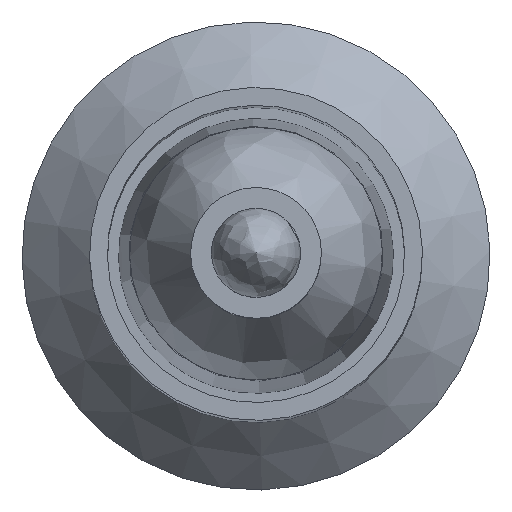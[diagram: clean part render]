
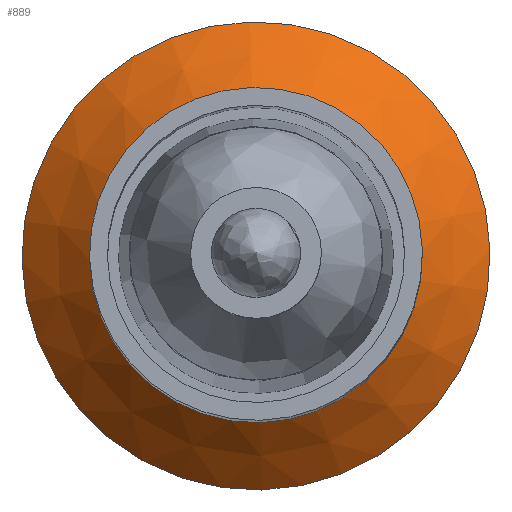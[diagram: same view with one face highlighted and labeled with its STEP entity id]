
A CAD part, top view. The second image highlights one B-rep face of the part: STEP entity #889.
In plain terms, the highlighted conical face has half-angle 45 degrees and reference radius 13.475 mm.
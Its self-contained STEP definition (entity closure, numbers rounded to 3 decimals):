
#36=CONICAL_SURFACE('',#1019,13.475,0.785);
#72=FACE_OUTER_BOUND('',#124,.T.);
#124=EDGE_LOOP('',(#618,#619,#620,#621));
#178=LINE('',#1403,#267);
#267=VECTOR('',#1126,13.475);
#357=CIRCLE('',#1020,11.2);
#358=CIRCLE('',#1021,15.75);
#398=VERTEX_POINT('',#1400);
#399=VERTEX_POINT('',#1402);
#486=EDGE_CURVE('',#398,#398,#357,.T.);
#487=EDGE_CURVE('',#398,#399,#178,.T.);
#488=EDGE_CURVE('',#399,#399,#358,.T.);
#618=ORIENTED_EDGE('',*,*,#486,.F.);
#619=ORIENTED_EDGE('',*,*,#487,.T.);
#620=ORIENTED_EDGE('',*,*,#488,.T.);
#621=ORIENTED_EDGE('',*,*,#487,.F.);
#889=ADVANCED_FACE('',(#72),#36,.T.);
#1019=AXIS2_PLACEMENT_3D('',#1399,#1122,#1123);
#1020=AXIS2_PLACEMENT_3D('',#1401,#1124,#1125);
#1021=AXIS2_PLACEMENT_3D('',#1404,#1127,#1128);
#1122=DIRECTION('center_axis',(0.,0.,-1.));
#1123=DIRECTION('ref_axis',(1.,0.,0.));
#1124=DIRECTION('center_axis',(0.,0.,1.));
#1125=DIRECTION('ref_axis',(1.,0.,0.));
#1126=DIRECTION('',(-0.707,0.,-0.707));
#1127=DIRECTION('center_axis',(0.,0.,1.));
#1128=DIRECTION('ref_axis',(1.,0.,0.));
#1399=CARTESIAN_POINT('Origin',(0.,0.,2.275));
#1400=CARTESIAN_POINT('',(-11.2,0.,4.55));
#1401=CARTESIAN_POINT('Origin',(0.,0.,4.55));
#1402=CARTESIAN_POINT('',(-15.75,0.,0.));
#1403=CARTESIAN_POINT('',(-13.475,0.,2.275));
#1404=CARTESIAN_POINT('Origin',(0.,0.,0.));
